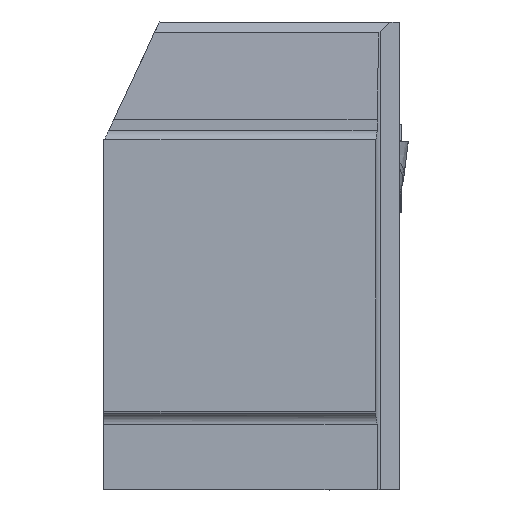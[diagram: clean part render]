
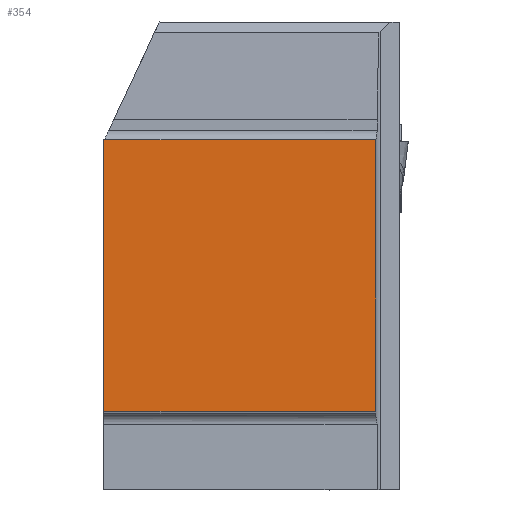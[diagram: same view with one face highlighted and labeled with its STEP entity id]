
A CAD part, top view. The second image highlights one B-rep face of the part: STEP entity #354.
In plain terms, the highlighted planar face has unit normal (0, 0, 1).
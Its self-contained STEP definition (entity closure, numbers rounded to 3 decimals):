
#354=ADVANCED_FACE('',(#581),#412,.T.);
#412=PLANE('',#3715);
#581=FACE_OUTER_BOUND('',#764,.T.);
#764=EDGE_LOOP('',(#1733,#1734,#1735,#1736));
#1733=ORIENTED_EDGE('',*,*,#2597,.T.);
#1734=ORIENTED_EDGE('',*,*,#2594,.T.);
#1735=ORIENTED_EDGE('',*,*,#2604,.T.);
#1736=ORIENTED_EDGE('',*,*,#2600,.T.);
#2107=VERTEX_POINT('',#11659);
#2108=VERTEX_POINT('',#11661);
#2110=VERTEX_POINT('',#11667);
#2112=VERTEX_POINT('',#11673);
#2594=EDGE_CURVE('',#2108,#2107,#3189,.T.);
#2597=EDGE_CURVE('',#2110,#2108,#3191,.T.);
#2600=EDGE_CURVE('',#2112,#2110,#3194,.T.);
#2604=EDGE_CURVE('',#2107,#2112,#3197,.T.);
#3189=LINE('',#11660,#3375);
#3191=LINE('',#11666,#3377);
#3194=LINE('',#11672,#3380);
#3197=LINE('',#11679,#3383);
#3375=VECTOR('',#4377,1.);
#3377=VECTOR('',#4383,1.);
#3380=VECTOR('',#4388,1.);
#3383=VECTOR('',#4395,1.);
#3715=AXIS2_PLACEMENT_3D('',#11708,#4411,#4412);
#4377=DIRECTION('',(-1.,0.,0.));
#4383=DIRECTION('',(0.,1.,0.));
#4388=DIRECTION('',(1.,0.,0.));
#4395=DIRECTION('',(0.,-1.,0.));
#4411=DIRECTION('',(0.,0.,1.));
#4412=DIRECTION('',(1.,0.,0.));
#11659=CARTESIAN_POINT('',(0.,25.,0.));
#11660=CARTESIAN_POINT('',(25.,25.,0.));
#11661=CARTESIAN_POINT('',(25.,25.,0.));
#11666=CARTESIAN_POINT('',(25.,0.,0.));
#11667=CARTESIAN_POINT('',(25.,0.,0.));
#11672=CARTESIAN_POINT('',(0.,0.,0.));
#11673=CARTESIAN_POINT('',(0.,0.,0.));
#11679=CARTESIAN_POINT('',(0.,25.,0.));
#11708=CARTESIAN_POINT('',(12.5,12.5,0.));
